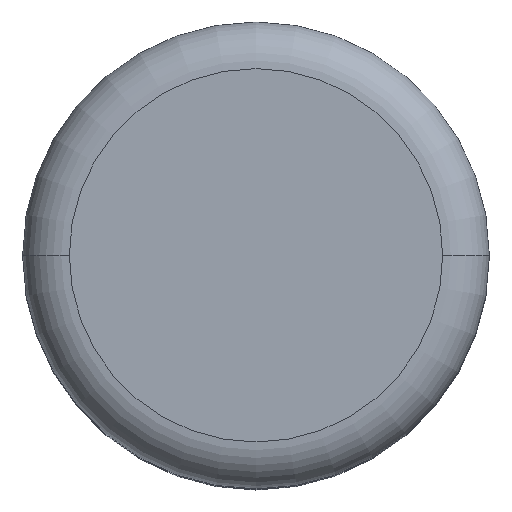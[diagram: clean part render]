
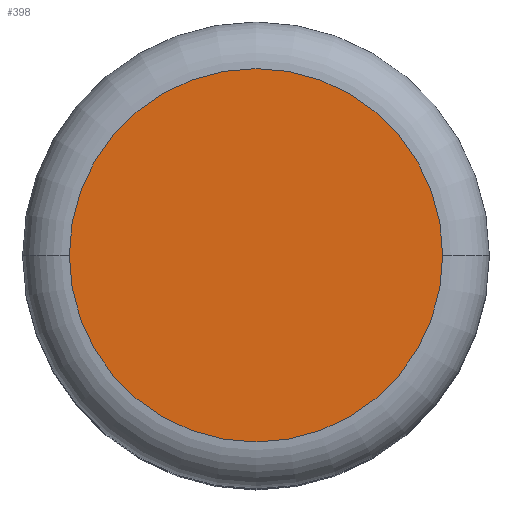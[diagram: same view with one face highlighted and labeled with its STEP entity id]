
A CAD part, top view. The second image highlights one B-rep face of the part: STEP entity #398.
In plain terms, the highlighted planar face has unit normal (0, 0, 1).
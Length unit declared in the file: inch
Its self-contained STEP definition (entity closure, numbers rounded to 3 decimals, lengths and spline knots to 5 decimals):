
#2 = CARTESIAN_POINT ( 'NONE',  ( 0., 0., 0. ) ) ;
#5 = EDGE_LOOP ( 'NONE', ( #352, #241 ) ) ;
#30 = AXIS2_PLACEMENT_3D ( 'NONE', #2, #216, #140 ) ;
#31 = CARTESIAN_POINT ( 'NONE',  ( 0.2, 0., 0. ) ) ;
#41 = VERTEX_POINT ( 'NONE', #31 ) ;
#44 = PLANE ( 'NONE',  #64 ) ;
#49 = CARTESIAN_POINT ( 'NONE',  ( -0.2, 0., 0. ) ) ;
#64 = AXIS2_PLACEMENT_3D ( 'NONE', #387, #117, #212 ) ;
#111 = EDGE_CURVE ( 'NONE', #41, #417, #242, .T. ) ;
#117 = DIRECTION ( 'NONE',  ( 0., 0., 1. ) ) ;
#140 = DIRECTION ( 'NONE',  ( 1., 0., 0. ) ) ;
#161 = DIRECTION ( 'NONE',  ( 1., 0., 0. ) ) ;
#180 = CIRCLE ( 'NONE', #30, 0.2 ) ;
#212 = DIRECTION ( 'NONE',  ( 1., 0., 0. ) ) ;
#216 = DIRECTION ( 'NONE',  ( 0., 0., 1. ) ) ;
#241 = ORIENTED_EDGE ( 'NONE', *, *, #402, .T. ) ;
#242 = CIRCLE ( 'NONE', #323, 0.2 ) ;
#304 = DIRECTION ( 'NONE',  ( 0., 0., 1. ) ) ;
#323 = AXIS2_PLACEMENT_3D ( 'NONE', #432, #304, #161 ) ;
#352 = ORIENTED_EDGE ( 'NONE', *, *, #111, .T. ) ;
#377 = FACE_OUTER_BOUND ( 'NONE', #5, .T. ) ;
#387 = CARTESIAN_POINT ( 'NONE',  ( 0., 0., 0. ) ) ;
#398 = ADVANCED_FACE ( 'NONE', ( #377 ), #44, .T. ) ;
#402 = EDGE_CURVE ( 'NONE', #417, #41, #180, .T. ) ;
#417 = VERTEX_POINT ( 'NONE', #49 ) ;
#432 = CARTESIAN_POINT ( 'NONE',  ( 0., 0., 0. ) ) ;
